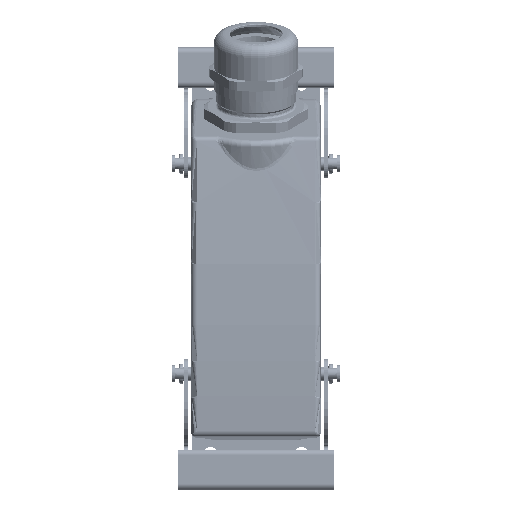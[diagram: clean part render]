
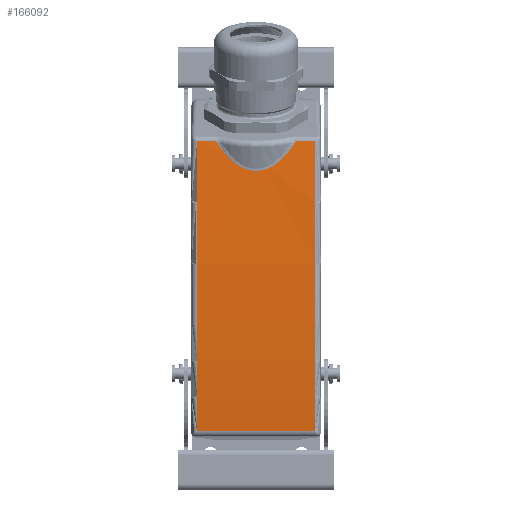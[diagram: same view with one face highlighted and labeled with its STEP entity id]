
A CAD part, top view. The second image highlights one B-rep face of the part: STEP entity #166092.
In plain terms, the highlighted cylindrical face has radius 600 mm (diameter 1200 mm), a partial arc.
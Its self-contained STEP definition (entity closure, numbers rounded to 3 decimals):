
#165933=AXIS2_PLACEMENT_3D('Circle Axis2P3D',#165931,#165932,$) ;
#166022=AXIS2_PLACEMENT_3D('Cylinder Axis2P3D',#166019,#166020,#166021) ;
#166060=AXIS2_PLACEMENT_3D('Circle Axis2P3D',#166058,#166059,$) ;
#166067=AXIS2_PLACEMENT_3D('Circle Axis2P3D',#166065,#166066,$) ;
#166072=AXIS2_PLACEMENT_3D('Circle Axis2P3D',#166070,#166071,$) ;
#165076=CARTESIAN_POINT('Vertex',(50.25,20.572,89.219)) ;
#165079=CARTESIAN_POINT('Line Origine',(29.5,20.572,89.219)) ;
#165083=CARTESIAN_POINT('Vertex',(8.75,20.572,89.219)) ;
#165928=CARTESIAN_POINT('Vertex',(50.25,57.943,91.262)) ;
#165931=CARTESIAN_POINT('Axis2P3D Location',(50.25,72.,-508.573)) ;
#166019=CARTESIAN_POINT('Axis2P3D Location',(29.5,72.,-508.573)) ;
#166025=CARTESIAN_POINT('Control Point',(15.428,122.788,89.273)) ;
#166026=CARTESIAN_POINT('Control Point',(15.883,122.056,89.335)) ;
#166027=CARTESIAN_POINT('Control Point',(16.357,121.334,89.396)) ;
#166028=CARTESIAN_POINT('Control Point',(16.85,120.626,89.454)) ;
#166029=CARTESIAN_POINT('Control Point',(18.282,118.697,89.609)) ;
#166030=CARTESIAN_POINT('Control Point',(19.901,116.906,89.745)) ;
#166031=CARTESIAN_POINT('Control Point',(21.027,115.831,89.825)) ;
#166032=CARTESIAN_POINT('Control Point',(23.047,114.246,89.938)) ;
#166033=CARTESIAN_POINT('Control Point',(25.35,113.125,90.016)) ;
#166034=CARTESIAN_POINT('Control Point',(26.298,112.772,90.04)) ;
#166035=CARTESIAN_POINT('Control Point',(28.209,112.303,90.072)) ;
#166036=CARTESIAN_POINT('Control Point',(30.177,112.292,90.072)) ;
#166037=CARTESIAN_POINT('Control Point',(31.127,112.402,90.065)) ;
#166038=CARTESIAN_POINT('Control Point',(33.364,112.924,90.03)) ;
#166039=CARTESIAN_POINT('Control Point',(35.416,113.969,89.958)) ;
#166040=CARTESIAN_POINT('Control Point',(36.532,114.716,89.905)) ;
#166041=CARTESIAN_POINT('Control Point',(38.841,116.58,89.77)) ;
#166042=CARTESIAN_POINT('Control Point',(40.804,118.792,89.601)) ;
#166043=CARTESIAN_POINT('Control Point',(41.799,120.079,89.499)) ;
#166044=CARTESIAN_POINT('Control Point',(42.718,121.414,89.39)) ;
#166045=CARTESIAN_POINT('Control Point',(43.572,122.788,89.273)) ;
#166046=CARTESIAN_POINT('Vertex',(43.572,122.788,89.273)) ;
#166048=CARTESIAN_POINT('Vertex',(15.428,122.788,89.273)) ;
#166051=CARTESIAN_POINT('Line Origine',(29.5,122.788,89.273)) ;
#166055=CARTESIAN_POINT('Vertex',(8.75,122.788,89.273)) ;
#166058=CARTESIAN_POINT('Axis2P3D Location',(8.75,72.,-508.573)) ;
#166062=CARTESIAN_POINT('Vertex',(8.75,57.943,91.262)) ;
#166065=CARTESIAN_POINT('Axis2P3D Location',(8.75,72.,-508.573)) ;
#166070=CARTESIAN_POINT('Axis2P3D Location',(50.25,72.,-508.573)) ;
#166074=CARTESIAN_POINT('Vertex',(50.25,122.788,89.273)) ;
#166077=CARTESIAN_POINT('Line Origine',(29.5,122.788,89.273)) ;
#165080=DIRECTION('Vector Direction',(-1.,0.,0.)) ;
#165932=DIRECTION('Axis2P3D Direction',(-1.,0.,0.)) ;
#166020=DIRECTION('Axis2P3D Direction',(-1.,0.,0.)) ;
#166021=DIRECTION('Axis2P3D XDirection',(0.,-0.317,0.949)) ;
#166052=DIRECTION('Vector Direction',(-1.,0.,0.)) ;
#166059=DIRECTION('Axis2P3D Direction',(-1.,0.,0.)) ;
#166066=DIRECTION('Axis2P3D Direction',(-1.,0.,0.)) ;
#166071=DIRECTION('Axis2P3D Direction',(-1.,0.,0.)) ;
#166078=DIRECTION('Vector Direction',(-1.,0.,0.)) ;
#165081=VECTOR('Line Direction',#165080,1.) ;
#166053=VECTOR('Line Direction',#166052,1.) ;
#166079=VECTOR('Line Direction',#166078,1.) ;
#166083=ORIENTED_EDGE('',*,*,#166050,.T.) ;
#166084=ORIENTED_EDGE('',*,*,#166057,.T.) ;
#166085=ORIENTED_EDGE('',*,*,#166064,.T.) ;
#166086=ORIENTED_EDGE('',*,*,#166069,.T.) ;
#166087=ORIENTED_EDGE('',*,*,#165085,.T.) ;
#166088=ORIENTED_EDGE('',*,*,#165935,.T.) ;
#166089=ORIENTED_EDGE('',*,*,#166076,.T.) ;
#166090=ORIENTED_EDGE('',*,*,#166081,.T.) ;
#166092=ADVANCED_FACE('Hauptk\X2\00F6\X0\rper',(#166091),#166023,.T.) ;
#166024=B_SPLINE_CURVE_WITH_KNOTS('',5,(#166025,#166026,#166027,#166028,#166029,#166030,#166031,#166032,#166033,#166034,#166035,#166036,#166037,#166038,#166039,#166040,#166041,#166042,#166043,#166044,#166045),.UNSPECIFIED.,.F.,.U.,(6,3,3,3,3,3,6),(0.,6.161,17.123,24.198,30.879,40.299,51.859),.UNSPECIFIED.) ;
#165934=CIRCLE('generated circle',#165933,600.) ;
#166061=CIRCLE('generated circle',#166060,600.) ;
#166068=CIRCLE('generated circle',#166067,600.) ;
#166073=CIRCLE('generated circle',#166072,600.) ;
#166023=CYLINDRICAL_SURFACE('generated cylinder',#166022,600.) ;
#165085=EDGE_CURVE('',#165084,#165077,#165082,.F.) ;
#165935=EDGE_CURVE('',#165077,#165929,#165934,.T.) ;
#166050=EDGE_CURVE('',#166047,#166049,#166024,.F.) ;
#166057=EDGE_CURVE('',#166049,#166056,#166054,.T.) ;
#166064=EDGE_CURVE('',#166056,#166063,#166061,.F.) ;
#166069=EDGE_CURVE('',#166063,#165084,#166068,.F.) ;
#166076=EDGE_CURVE('',#165929,#166075,#166073,.T.) ;
#166081=EDGE_CURVE('',#166075,#166047,#166080,.T.) ;
#166082=EDGE_LOOP('',(#166083,#166084,#166085,#166086,#166087,#166088,#166089,#166090)) ;
#166091=FACE_OUTER_BOUND('',#166082,.T.) ;
#165082=LINE('Line',#165079,#165081) ;
#166054=LINE('Line',#166051,#166053) ;
#166080=LINE('Line',#166077,#166079) ;
#165077=VERTEX_POINT('',#165076) ;
#165084=VERTEX_POINT('',#165083) ;
#165929=VERTEX_POINT('',#165928) ;
#166047=VERTEX_POINT('',#166046) ;
#166049=VERTEX_POINT('',#166048) ;
#166056=VERTEX_POINT('',#166055) ;
#166063=VERTEX_POINT('',#166062) ;
#166075=VERTEX_POINT('',#166074) ;
